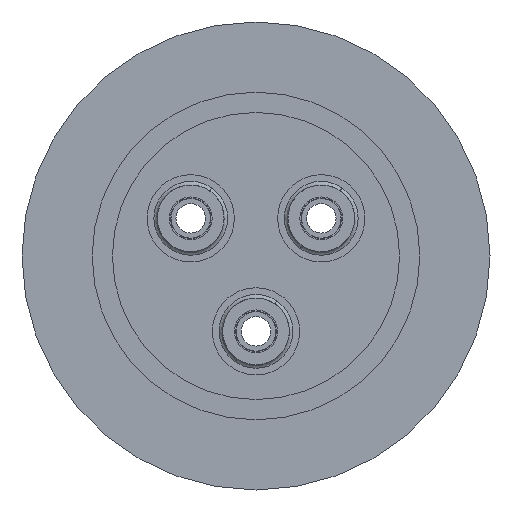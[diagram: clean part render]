
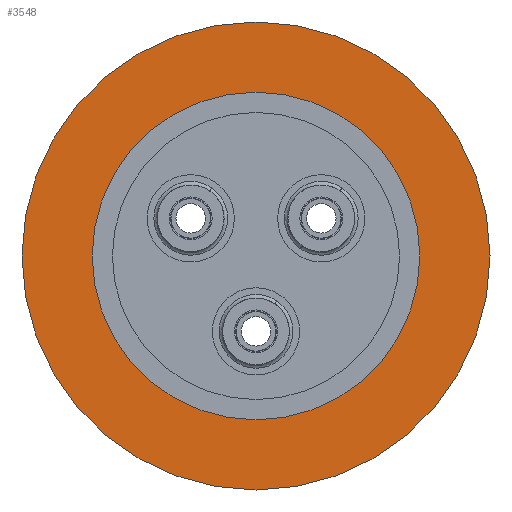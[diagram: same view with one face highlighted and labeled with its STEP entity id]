
A CAD part, front view. The second image highlights one B-rep face of the part: STEP entity #3548.
In plain terms, the highlighted planar face has unit normal (0, -1, 0).
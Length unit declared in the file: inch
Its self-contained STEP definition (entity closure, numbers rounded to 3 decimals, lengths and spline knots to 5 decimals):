
#1263 = VERTEX_POINT ( 'NONE', #7299 ) ;
#1288 = VERTEX_POINT ( 'NONE', #7324 ) ;
#1331 = VERTEX_POINT ( 'NONE', #7367 ) ;
#1343 = VERTEX_POINT ( 'NONE', #7379 ) ;
#2853 = CIRCLE ( 'NONE', #3464, 1.475 ) ;
#2866 = CIRCLE ( 'NONE', #3457, 1.0325 ) ;
#2876 = CIRCLE ( 'NONE', #3448, 1.475 ) ;
#2908 = CIRCLE ( 'NONE', #3431, 1.0325 ) ;
#3431 = AXIS2_PLACEMENT_3D ( 'NONE', #4514, #4515, #4516 ) ;
#3448 = AXIS2_PLACEMENT_3D ( 'NONE', #4576, #4577, #4578 ) ;
#3457 = AXIS2_PLACEMENT_3D ( 'NONE', #4605, #4606, #4607 ) ;
#3464 = AXIS2_PLACEMENT_3D ( 'NONE', #4634, #4635, #4636 ) ;
#3548 = ADVANCED_FACE ( 'NONE', ( #5595, #5591 ), #5960, .T. ) ;
#4435 = ORIENTED_EDGE ( 'NONE', *, *, #5314, .T. ) ;
#4436 = ORIENTED_EDGE ( 'NONE', *, *, #5282, .T. ) ;
#4437 = ORIENTED_EDGE ( 'NONE', *, *, #5324, .F. ) ;
#4438 = ORIENTED_EDGE ( 'NONE', *, *, #5305, .F. ) ;
#4514 = CARTESIAN_POINT ( 'NONE',  ( 0., 0., 0. ) ) ;
#4515 = DIRECTION ( 'NONE',  ( 0., 1., 0. ) ) ;
#4516 = DIRECTION ( 'NONE',  ( 0., 0., 1. ) ) ;
#4576 = CARTESIAN_POINT ( 'NONE',  ( 0., 0., 0. ) ) ;
#4577 = DIRECTION ( 'NONE',  ( 0., 1., 0. ) ) ;
#4578 = DIRECTION ( 'NONE',  ( 0., 0., 1. ) ) ;
#4605 = CARTESIAN_POINT ( 'NONE',  ( 0., 0., 0. ) ) ;
#4606 = DIRECTION ( 'NONE',  ( 0., 1., 0. ) ) ;
#4607 = DIRECTION ( 'NONE',  ( 0., 0., 1. ) ) ;
#4634 = CARTESIAN_POINT ( 'NONE',  ( 0., 0., 0. ) ) ;
#4635 = DIRECTION ( 'NONE',  ( 0., 1., 0. ) ) ;
#4636 = DIRECTION ( 'NONE',  ( 0., 0., 1. ) ) ;
#5282 = EDGE_CURVE ( 'NONE', #1331, #1263, #2908, .T. ) ;
#5305 = EDGE_CURVE ( 'NONE', #1288, #1343, #2876, .T. ) ;
#5314 = EDGE_CURVE ( 'NONE', #1263, #1331, #2866, .T. ) ;
#5324 = EDGE_CURVE ( 'NONE', #1343, #1288, #2853, .T. ) ;
#5591 = FACE_OUTER_BOUND ( 'NONE', #6539, .T. ) ;
#5595 = FACE_BOUND ( 'NONE', #6521, .T. ) ;
#5958 = CARTESIAN_POINT ( 'NONE',  ( -1.475, 0., 0. ) ) ;
#5960 = PLANE ( 'NONE',  #7991 ) ;
#5965 = DIRECTION ( 'NONE',  ( 0., -1., 0. ) ) ;
#5966 = DIRECTION ( 'NONE',  ( 0., 0., -1. ) ) ;
#6521 = EDGE_LOOP ( 'NONE', ( #4435, #4436 ) ) ;
#6539 = EDGE_LOOP ( 'NONE', ( #4437, #4438 ) ) ;
#7299 = CARTESIAN_POINT ( 'NONE',  ( 0., 0., 1.0325 ) ) ;
#7324 = CARTESIAN_POINT ( 'NONE',  ( 0., 0., -1.475 ) ) ;
#7367 = CARTESIAN_POINT ( 'NONE',  ( 0., 0., -1.0325 ) ) ;
#7379 = CARTESIAN_POINT ( 'NONE',  ( 0., 0., 1.475 ) ) ;
#7991 = AXIS2_PLACEMENT_3D ( 'NONE', #5958, #5965, #5966 ) ;
